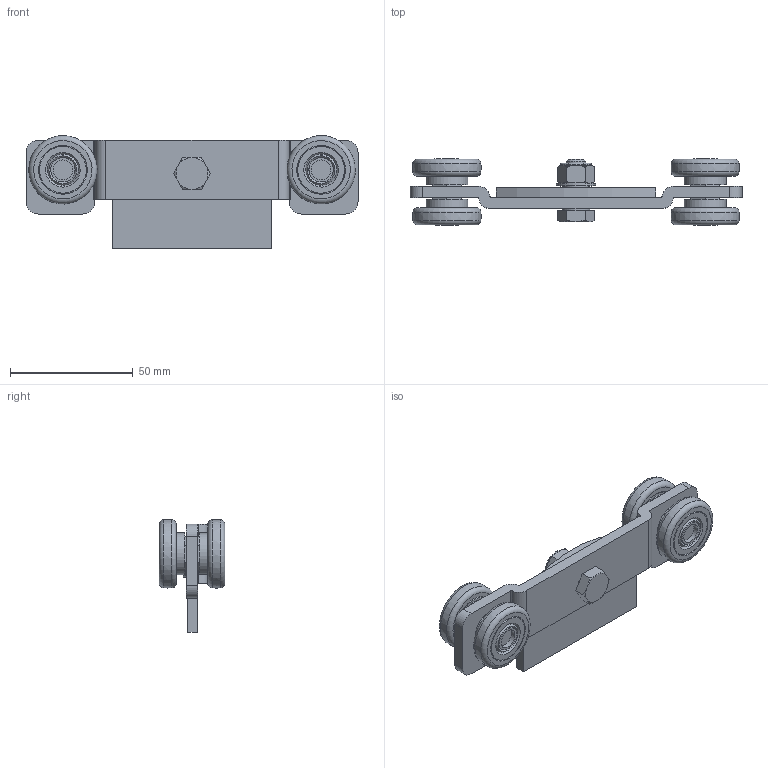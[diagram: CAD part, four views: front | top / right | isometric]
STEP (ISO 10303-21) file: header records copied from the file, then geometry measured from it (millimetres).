
FILE_DESCRIPTION(/* description */ (''),/* implementation_level */ '2;1');
FILE_NAME(/* name */ '9236.stp',/* time_stamp */ '2019-08-05T09:50:40+02:00',/* author */ ('DOMINIQUE'),/* organization */ (''),/* preprocessor_version */ 'ST-DEVELOPER v17.2',/* originating_system */ 'Autodesk Inventor 2019',/* authorisation */ '');
FILE_SCHEMA (('AUTOMOTIVE_DESIGN { 1 0 10303 214 3 1 1 }'));
Length unit declared in the file: millimetre
Products named in the file (15): 9236; 17452; 17792; 15804; 15799; 15800; 15801; 15802; BILLE D4.76; 17756; 17756_1; 17909; 04599; 15736; 06024
Assembly tree (29 placements, depth 3):
  9236
    17452
    17792
    15804  x4
      15799
      15800
      15801
      15802
      BILLE D4.76
    17756
    17756_1
    17909
    04599
    15736
    06024
Bounding box: 135 x 26.8 x 45.94 mm (x, y, z)
Volume: 46817.5 mm3; surface area: 39525 mm2
Topology: 76 solids, 76 shells, 311 faces, 833 edges, 581 vertices
Faces by surface type: plane 110, cylinder 69, sphere 52, cone 43, torus 33, bspline 4
Full cylindrical faces by diameter (mm): 6.647 x1, 8 x5, 8.2 x2, 9.9 x4, 10 x1, 10.1 x4, 10.2 x2, 11.63 x1, 12 x4, 12.05 x8, 12.5 x1, 16 x1, 17 x4, 19 x8, 19.8 x8
Entity records: 6003 total; most frequent: CARTESIAN_POINT 1211, DIRECTION 961, ORIENTED_EDGE 816, EDGE_CURVE 408, AXIS2_PLACEMENT_3D 382, VERTEX_POINT 281, EDGE_LOOP 197, LINE 197
